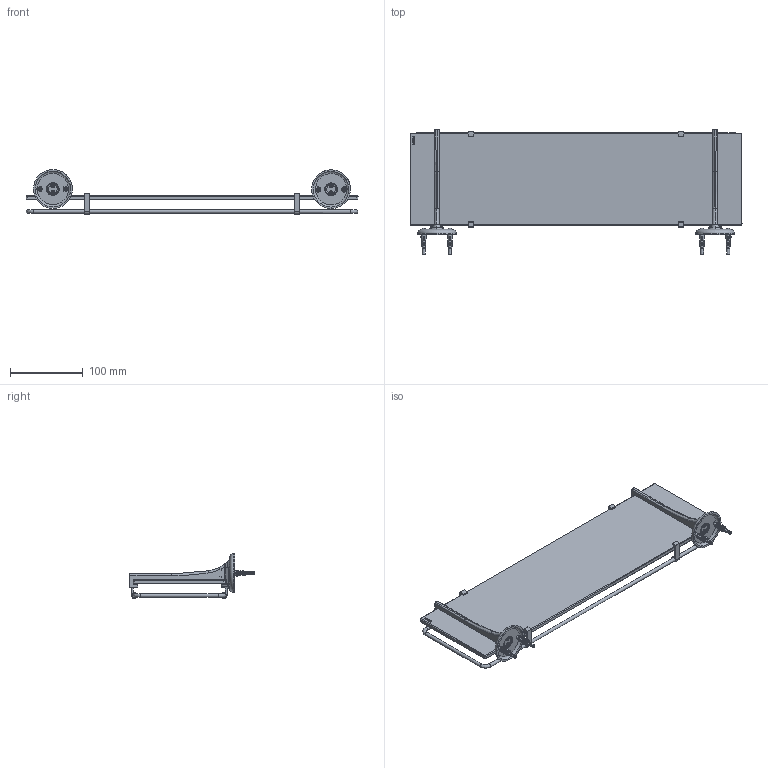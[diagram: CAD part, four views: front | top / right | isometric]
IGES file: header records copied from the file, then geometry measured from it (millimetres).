
Global section: file name: N2113; native system: Autodesk Inventor 2018; preprocessor: unknown; author: rclarke; date: 20171018.091736; units: millimetre
Bounding box: 457 x 172 x 61.65 mm (x, y, z)
Volume: 406237.6 mm3; surface area: 170968.5 mm2
Topology: 24 solids, 24 shells, 1543 faces, 4406 edges, 2870 vertices
Faces by surface type: bspline 1543
